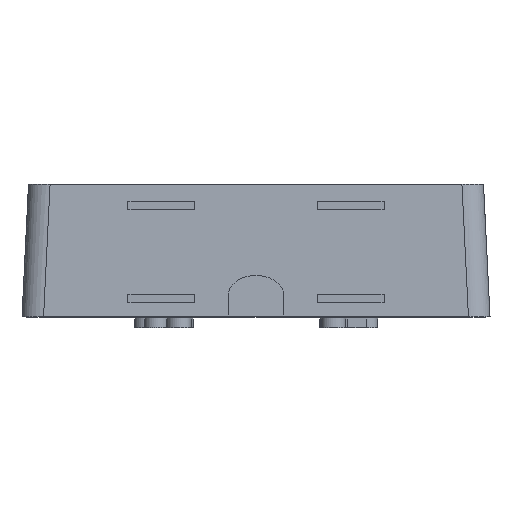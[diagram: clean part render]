
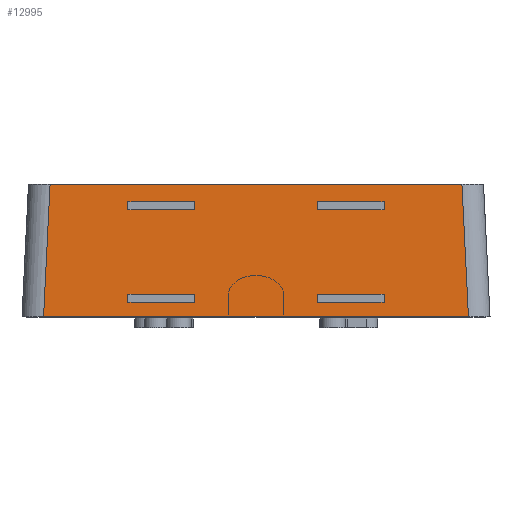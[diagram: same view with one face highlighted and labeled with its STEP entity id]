
A CAD part, front view. The second image highlights one B-rep face of the part: STEP entity #12995.
In plain terms, the highlighted free-form (B-spline) face has degree [5, 1] with [6, 2] control points.
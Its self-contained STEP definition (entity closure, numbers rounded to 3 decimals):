
#117=CARTESIAN_POINT('Vertex',(66.784,-195.,43.)) ;
#612=CARTESIAN_POINT('Vertex',(-68.886,-196.802,0.)) ;
#743=CARTESIAN_POINT('Vertex',(-41.521,-196.605,4.7)) ;
#746=CARTESIAN_POINT('Line Origine',(-30.671,-196.605,4.7)) ;
#750=CARTESIAN_POINT('Vertex',(-19.821,-196.605,4.7)) ;
#770=CARTESIAN_POINT('Line Origine',(-19.821,-196.55,6.)) ;
#774=CARTESIAN_POINT('Vertex',(-19.821,-196.496,7.3)) ;
#794=CARTESIAN_POINT('Line Origine',(-30.671,-196.496,7.3)) ;
#798=CARTESIAN_POINT('Vertex',(-41.521,-196.496,7.3)) ;
#818=CARTESIAN_POINT('Line Origine',(-41.521,-196.55,6.)) ;
#839=CARTESIAN_POINT('Vertex',(19.821,-196.496,7.3)) ;
#842=CARTESIAN_POINT('Line Origine',(19.821,-196.55,6.)) ;
#846=CARTESIAN_POINT('Vertex',(19.821,-196.605,4.7)) ;
#861=CARTESIAN_POINT('Line Origine',(30.671,-196.605,4.7)) ;
#865=CARTESIAN_POINT('Vertex',(41.521,-196.605,4.7)) ;
#885=CARTESIAN_POINT('Line Origine',(41.521,-196.55,6.)) ;
#889=CARTESIAN_POINT('Vertex',(41.521,-196.496,7.3)) ;
#904=CARTESIAN_POINT('Line Origine',(30.671,-196.496,7.3)) ;
#925=CARTESIAN_POINT('Vertex',(-41.521,-195.344,34.8)) ;
#928=CARTESIAN_POINT('Line Origine',(-30.671,-195.344,34.8)) ;
#932=CARTESIAN_POINT('Vertex',(-19.821,-195.344,34.8)) ;
#947=CARTESIAN_POINT('Line Origine',(-19.821,-195.289,36.1)) ;
#951=CARTESIAN_POINT('Vertex',(-19.821,-195.235,37.4)) ;
#971=CARTESIAN_POINT('Line Origine',(-30.671,-195.235,37.4)) ;
#975=CARTESIAN_POINT('Vertex',(-41.521,-195.235,37.4)) ;
#990=CARTESIAN_POINT('Line Origine',(-41.521,-195.289,36.1)) ;
#1006=CARTESIAN_POINT('Vertex',(19.821,-195.235,37.4)) ;
#1009=CARTESIAN_POINT('Line Origine',(19.821,-195.289,36.1)) ;
#1013=CARTESIAN_POINT('Vertex',(19.821,-195.344,34.8)) ;
#1028=CARTESIAN_POINT('Line Origine',(30.671,-195.344,34.8)) ;
#1032=CARTESIAN_POINT('Vertex',(41.521,-195.344,34.8)) ;
#1047=CARTESIAN_POINT('Line Origine',(41.521,-195.289,36.1)) ;
#1051=CARTESIAN_POINT('Vertex',(41.521,-195.235,37.4)) ;
#1066=CARTESIAN_POINT('Line Origine',(30.671,-195.235,37.4)) ;
#1087=CARTESIAN_POINT('Vertex',(-66.784,-195.,43.)) ;
#1090=CARTESIAN_POINT('Line Origine',(0.,-195.,43.)) ;
#3037=CARTESIAN_POINT('Vertex',(68.886,-196.802,0.)) ;
#3040=CARTESIAN_POINT('Line Origine',(0.,-196.802,0.)) ;
#12706=CARTESIAN_POINT('Control Point',(-66.784,-195.,43.)) ;
#12707=CARTESIAN_POINT('Control Point',(-68.886,-196.802,0.)) ;
#12766=CARTESIAN_POINT('Control Point',(66.784,-195.,43.)) ;
#12767=CARTESIAN_POINT('Control Point',(68.886,-196.802,0.)) ;
#12953=CARTESIAN_POINT('Control Point',(-78.764,-197.136,-7.969)) ;
#12954=CARTESIAN_POINT('Control Point',(-78.764,-195.,43.)) ;
#12955=CARTESIAN_POINT('Control Point',(-47.258,-197.136,-7.969)) ;
#12956=CARTESIAN_POINT('Control Point',(-47.258,-195.,43.)) ;
#12957=CARTESIAN_POINT('Control Point',(-15.753,-197.136,-7.969)) ;
#12958=CARTESIAN_POINT('Control Point',(-15.753,-195.,43.)) ;
#12959=CARTESIAN_POINT('Control Point',(15.753,-197.136,-7.969)) ;
#12960=CARTESIAN_POINT('Control Point',(15.753,-195.,43.)) ;
#12961=CARTESIAN_POINT('Control Point',(47.258,-197.136,-7.969)) ;
#12962=CARTESIAN_POINT('Control Point',(47.258,-195.,43.)) ;
#12963=CARTESIAN_POINT('Control Point',(78.764,-197.136,-7.969)) ;
#12964=CARTESIAN_POINT('Control Point',(78.764,-195.,43.)) ;
#747=DIRECTION('Vector Direction',(1.,0.,0.)) ;
#771=DIRECTION('Vector Direction',(0.,0.042,0.999)) ;
#795=DIRECTION('Vector Direction',(-1.,0.,0.)) ;
#819=DIRECTION('Vector Direction',(0.,-0.042,-0.999)) ;
#843=DIRECTION('Vector Direction',(0.,0.042,0.999)) ;
#862=DIRECTION('Vector Direction',(1.,0.,0.)) ;
#886=DIRECTION('Vector Direction',(0.,-0.042,-0.999)) ;
#905=DIRECTION('Vector Direction',(-1.,0.,0.)) ;
#929=DIRECTION('Vector Direction',(1.,0.,0.)) ;
#948=DIRECTION('Vector Direction',(0.,0.042,0.999)) ;
#972=DIRECTION('Vector Direction',(-1.,0.,0.)) ;
#991=DIRECTION('Vector Direction',(0.,-0.042,-0.999)) ;
#1010=DIRECTION('Vector Direction',(0.,0.042,0.999)) ;
#1029=DIRECTION('Vector Direction',(1.,0.,0.)) ;
#1048=DIRECTION('Vector Direction',(0.,-0.042,-0.999)) ;
#1067=DIRECTION('Vector Direction',(-1.,0.,0.)) ;
#1091=DIRECTION('Vector Direction',(-1.,0.,0.)) ;
#3041=DIRECTION('Vector Direction',(1.,0.,0.)) ;
#12966=ORIENTED_EDGE('',*,*,#3044,.T.) ;
#12967=ORIENTED_EDGE('',*,*,#12768,.T.) ;
#12968=ORIENTED_EDGE('',*,*,#1094,.T.) ;
#12969=ORIENTED_EDGE('',*,*,#12708,.F.) ;
#12972=ORIENTED_EDGE('',*,*,#800,.F.) ;
#12973=ORIENTED_EDGE('',*,*,#776,.F.) ;
#12974=ORIENTED_EDGE('',*,*,#752,.F.) ;
#12975=ORIENTED_EDGE('',*,*,#822,.F.) ;
#12978=ORIENTED_EDGE('',*,*,#891,.T.) ;
#12979=ORIENTED_EDGE('',*,*,#867,.F.) ;
#12980=ORIENTED_EDGE('',*,*,#848,.T.) ;
#12981=ORIENTED_EDGE('',*,*,#908,.F.) ;
#12984=ORIENTED_EDGE('',*,*,#977,.F.) ;
#12985=ORIENTED_EDGE('',*,*,#953,.F.) ;
#12986=ORIENTED_EDGE('',*,*,#934,.F.) ;
#12987=ORIENTED_EDGE('',*,*,#994,.F.) ;
#12990=ORIENTED_EDGE('',*,*,#1053,.T.) ;
#12991=ORIENTED_EDGE('',*,*,#1034,.F.) ;
#12992=ORIENTED_EDGE('',*,*,#1015,.T.) ;
#12993=ORIENTED_EDGE('',*,*,#1070,.F.) ;
#12976=FACE_BOUND('',#12971,.T.) ;
#12982=FACE_BOUND('',#12977,.T.) ;
#12988=FACE_BOUND('',#12983,.T.) ;
#12994=FACE_BOUND('',#12989,.T.) ;
#748=VECTOR('Line Direction',#747,1.) ;
#772=VECTOR('Line Direction',#771,1.) ;
#796=VECTOR('Line Direction',#795,1.) ;
#820=VECTOR('Line Direction',#819,1.) ;
#844=VECTOR('Line Direction',#843,1.) ;
#863=VECTOR('Line Direction',#862,1.) ;
#887=VECTOR('Line Direction',#886,1.) ;
#906=VECTOR('Line Direction',#905,1.) ;
#930=VECTOR('Line Direction',#929,1.) ;
#949=VECTOR('Line Direction',#948,1.) ;
#973=VECTOR('Line Direction',#972,1.) ;
#992=VECTOR('Line Direction',#991,1.) ;
#1011=VECTOR('Line Direction',#1010,1.) ;
#1030=VECTOR('Line Direction',#1029,1.) ;
#1049=VECTOR('Line Direction',#1048,1.) ;
#1068=VECTOR('Line Direction',#1067,1.) ;
#1092=VECTOR('Line Direction',#1091,1.) ;
#3042=VECTOR('Line Direction',#3041,1.) ;
#12995=ADVANCED_FACE('Body.3',(#12970,#12976,#12982,#12988,#12994),#12952,.T.) ;
#12705=B_SPLINE_CURVE_WITH_KNOTS('',1,(#12706,#12707),.UNSPECIFIED.,.F.,.U.,(2,2),(-21.526,21.526),.UNSPECIFIED.) ;
#12765=B_SPLINE_CURVE_WITH_KNOTS('',1,(#12766,#12767),.UNSPECIFIED.,.F.,.U.,(2,2),(-21.526,21.526),.UNSPECIFIED.) ;
#12952=B_SPLINE_SURFACE_WITH_KNOTS('',5,1,((#12953,#12954),(#12955,#12956),(#12957,#12958),(#12959,#12960),(#12961,#12962),(#12963,#12964)),.UNSPECIFIED.,.F.,.F.,.U.,(6,6),(2,2),(0.,112.519),(0.,51.),.UNSPECIFIED.) ;
#752=EDGE_CURVE('',#744,#751,#749,.T.) ;
#776=EDGE_CURVE('',#751,#775,#773,.T.) ;
#800=EDGE_CURVE('',#775,#799,#797,.T.) ;
#822=EDGE_CURVE('',#799,#744,#821,.T.) ;
#848=EDGE_CURVE('',#847,#840,#845,.T.) ;
#867=EDGE_CURVE('',#847,#866,#864,.T.) ;
#891=EDGE_CURVE('',#890,#866,#888,.T.) ;
#908=EDGE_CURVE('',#890,#840,#907,.T.) ;
#934=EDGE_CURVE('',#926,#933,#931,.T.) ;
#953=EDGE_CURVE('',#933,#952,#950,.T.) ;
#977=EDGE_CURVE('',#952,#976,#974,.T.) ;
#994=EDGE_CURVE('',#976,#926,#993,.T.) ;
#1015=EDGE_CURVE('',#1014,#1007,#1012,.T.) ;
#1034=EDGE_CURVE('',#1014,#1033,#1031,.T.) ;
#1053=EDGE_CURVE('',#1052,#1033,#1050,.T.) ;
#1070=EDGE_CURVE('',#1052,#1007,#1069,.T.) ;
#1094=EDGE_CURVE('',#118,#1088,#1093,.T.) ;
#3044=EDGE_CURVE('',#613,#3038,#3043,.T.) ;
#12708=EDGE_CURVE('',#613,#1088,#12705,.F.) ;
#12768=EDGE_CURVE('',#3038,#118,#12765,.F.) ;
#12965=EDGE_LOOP('',(#12966,#12967,#12968,#12969)) ;
#12971=EDGE_LOOP('',(#12972,#12973,#12974,#12975)) ;
#12977=EDGE_LOOP('',(#12978,#12979,#12980,#12981)) ;
#12983=EDGE_LOOP('',(#12984,#12985,#12986,#12987)) ;
#12989=EDGE_LOOP('',(#12990,#12991,#12992,#12993)) ;
#12970=FACE_OUTER_BOUND('',#12965,.T.) ;
#749=LINE('Line',#746,#748) ;
#773=LINE('Line',#770,#772) ;
#797=LINE('Line',#794,#796) ;
#821=LINE('Line',#818,#820) ;
#845=LINE('Line',#842,#844) ;
#864=LINE('Line',#861,#863) ;
#888=LINE('Line',#885,#887) ;
#907=LINE('Line',#904,#906) ;
#931=LINE('Line',#928,#930) ;
#950=LINE('Line',#947,#949) ;
#974=LINE('Line',#971,#973) ;
#993=LINE('Line',#990,#992) ;
#1012=LINE('Line',#1009,#1011) ;
#1031=LINE('Line',#1028,#1030) ;
#1050=LINE('Line',#1047,#1049) ;
#1069=LINE('Line',#1066,#1068) ;
#1093=LINE('Line',#1090,#1092) ;
#3043=LINE('Line',#3040,#3042) ;
#118=VERTEX_POINT('',#117) ;
#613=VERTEX_POINT('',#612) ;
#744=VERTEX_POINT('',#743) ;
#751=VERTEX_POINT('',#750) ;
#775=VERTEX_POINT('',#774) ;
#799=VERTEX_POINT('',#798) ;
#840=VERTEX_POINT('',#839) ;
#847=VERTEX_POINT('',#846) ;
#866=VERTEX_POINT('',#865) ;
#890=VERTEX_POINT('',#889) ;
#926=VERTEX_POINT('',#925) ;
#933=VERTEX_POINT('',#932) ;
#952=VERTEX_POINT('',#951) ;
#976=VERTEX_POINT('',#975) ;
#1007=VERTEX_POINT('',#1006) ;
#1014=VERTEX_POINT('',#1013) ;
#1033=VERTEX_POINT('',#1032) ;
#1052=VERTEX_POINT('',#1051) ;
#1088=VERTEX_POINT('',#1087) ;
#3038=VERTEX_POINT('',#3037) ;
